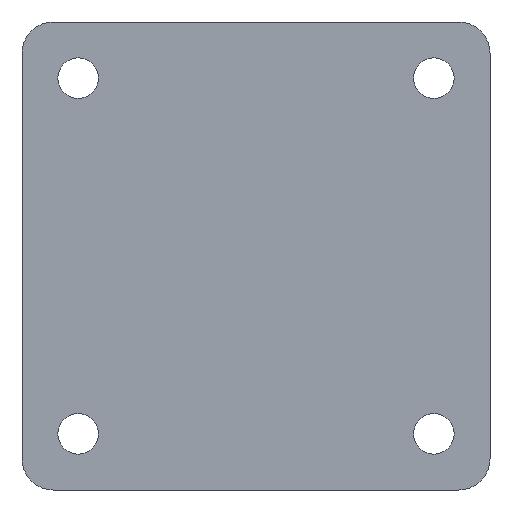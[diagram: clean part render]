
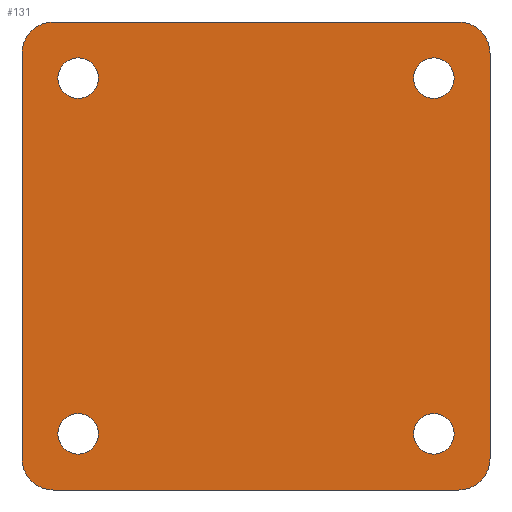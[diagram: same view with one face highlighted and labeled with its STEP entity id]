
A CAD part, front view. The second image highlights one B-rep face of the part: STEP entity #131.
In plain terms, the highlighted planar face has unit normal (0, -1, 0).
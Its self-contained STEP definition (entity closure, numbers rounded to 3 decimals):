
#131 = ADVANCED_FACE( '', ( #304, #305, #306, #307, #308 ), #309, .F. );
#304 = FACE_BOUND( '', #529, .T. );
#305 = FACE_BOUND( '', #530, .T. );
#306 = FACE_BOUND( '', #531, .T. );
#307 = FACE_BOUND( '', #532, .T. );
#308 = FACE_OUTER_BOUND( '', #533, .T. );
#309 = PLANE( '', #534 );
#529 = EDGE_LOOP( '', ( #854 ) );
#530 = EDGE_LOOP( '', ( #855 ) );
#531 = EDGE_LOOP( '', ( #856 ) );
#532 = EDGE_LOOP( '', ( #857 ) );
#533 = EDGE_LOOP( '', ( #858, #859, #860, #861, #862, #863, #864, #865 ) );
#534 = AXIS2_PLACEMENT_3D( '', #866, #867, #868 );
#854 = ORIENTED_EDGE( '', *, *, #1363, .T. );
#855 = ORIENTED_EDGE( '', *, *, #1349, .T. );
#856 = ORIENTED_EDGE( '', *, *, #1364, .T. );
#857 = ORIENTED_EDGE( '', *, *, #1365, .T. );
#858 = ORIENTED_EDGE( '', *, *, #1366, .F. );
#859 = ORIENTED_EDGE( '', *, *, #1367, .F. );
#860 = ORIENTED_EDGE( '', *, *, #1297, .F. );
#861 = ORIENTED_EDGE( '', *, *, #1319, .F. );
#862 = ORIENTED_EDGE( '', *, *, #1368, .F. );
#863 = ORIENTED_EDGE( '', *, *, #1369, .F. );
#864 = ORIENTED_EDGE( '', *, *, #1370, .F. );
#865 = ORIENTED_EDGE( '', *, *, #1371, .F. );
#866 = CARTESIAN_POINT( '', ( -32.5, 0., -32.5 ) );
#867 = DIRECTION( '', ( 0., 1., 0. ) );
#868 = DIRECTION( '', ( 0., 0., 1. ) );
#1297 = EDGE_CURVE( '', #1549, #1550, #1551, .T. );
#1319 = EDGE_CURVE( '', #1588, #1549, #1589, .T. );
#1349 = EDGE_CURVE( '', #1637, #1637, #1638, .T. );
#1363 = EDGE_CURVE( '', #1658, #1658, #1659, .T. );
#1364 = EDGE_CURVE( '', #1660, #1660, #1661, .T. );
#1365 = EDGE_CURVE( '', #1662, #1662, #1663, .T. );
#1366 = EDGE_CURVE( '', #1664, #1665, #1666, .T. );
#1367 = EDGE_CURVE( '', #1550, #1664, #1667, .T. );
#1368 = EDGE_CURVE( '', #1668, #1588, #1669, .T. );
#1369 = EDGE_CURVE( '', #1670, #1668, #1671, .T. );
#1370 = EDGE_CURVE( '', #1672, #1670, #1673, .T. );
#1371 = EDGE_CURVE( '', #1665, #1672, #1674, .T. );
#1549 = VERTEX_POINT( '', #1908 );
#1550 = VERTEX_POINT( '', #1909 );
#1551 = CIRCLE( '', #1910, 5. );
#1588 = VERTEX_POINT( '', #1962 );
#1589 = LINE( '', #1963, #1964 );
#1637 = VERTEX_POINT( '', #2032 );
#1638 = CIRCLE( '', #2033, 3.25 );
#1658 = VERTEX_POINT( '', #2062 );
#1659 = CIRCLE( '', #2063, 3.25 );
#1660 = VERTEX_POINT( '', #2064 );
#1661 = CIRCLE( '', #2065, 3.25 );
#1662 = VERTEX_POINT( '', #2066 );
#1663 = CIRCLE( '', #2067, 3.25 );
#1664 = VERTEX_POINT( '', #2068 );
#1665 = VERTEX_POINT( '', #2069 );
#1666 = CIRCLE( '', #2070, 5. );
#1667 = LINE( '', #2071, #2072 );
#1668 = VERTEX_POINT( '', #2073 );
#1669 = CIRCLE( '', #2074, 5. );
#1670 = VERTEX_POINT( '', #2075 );
#1671 = LINE( '', #2076, #2077 );
#1672 = VERTEX_POINT( '', #2078 );
#1673 = CIRCLE( '', #2079, 5. );
#1674 = LINE( '', #2080, #2081 );
#1908 = CARTESIAN_POINT( '', ( 37.5, 0., -32.5 ) );
#1909 = CARTESIAN_POINT( '', ( 32.5, 0., -37.5 ) );
#1910 = AXIS2_PLACEMENT_3D( '', #2333, #2334, #2335 );
#1962 = CARTESIAN_POINT( '', ( 37.5, 0., 32.5 ) );
#1963 = CARTESIAN_POINT( '', ( 37.5, 0., 32.5 ) );
#1964 = VECTOR( '', #2357, 1000. );
#2032 = CARTESIAN_POINT( '', ( 31.75, 0., -28.5 ) );
#2033 = AXIS2_PLACEMENT_3D( '', #2384, #2385, #2386 );
#2062 = CARTESIAN_POINT( '', ( 31.75, 0., 28.5 ) );
#2063 = AXIS2_PLACEMENT_3D( '', #2396, #2397, #2398 );
#2064 = CARTESIAN_POINT( '', ( -25.25, 0., 28.5 ) );
#2065 = AXIS2_PLACEMENT_3D( '', #2399, #2400, #2401 );
#2066 = CARTESIAN_POINT( '', ( -25.25, 0., -28.5 ) );
#2067 = AXIS2_PLACEMENT_3D( '', #2402, #2403, #2404 );
#2068 = CARTESIAN_POINT( '', ( -32.5, 0., -37.5 ) );
#2069 = CARTESIAN_POINT( '', ( -37.5, 0., -32.5 ) );
#2070 = AXIS2_PLACEMENT_3D( '', #2405, #2406, #2407 );
#2071 = CARTESIAN_POINT( '', ( 32.5, 0., -37.5 ) );
#2072 = VECTOR( '', #2408, 1000. );
#2073 = CARTESIAN_POINT( '', ( 32.5, 0., 37.5 ) );
#2074 = AXIS2_PLACEMENT_3D( '', #2409, #2410, #2411 );
#2075 = CARTESIAN_POINT( '', ( -32.5, 0., 37.5 ) );
#2076 = CARTESIAN_POINT( '', ( -32.5, 0., 37.5 ) );
#2077 = VECTOR( '', #2412, 1000. );
#2078 = CARTESIAN_POINT( '', ( -37.5, 0., 32.5 ) );
#2079 = AXIS2_PLACEMENT_3D( '', #2413, #2414, #2415 );
#2080 = CARTESIAN_POINT( '', ( -37.5, 0., -32.5 ) );
#2081 = VECTOR( '', #2416, 1000. );
#2333 = CARTESIAN_POINT( '', ( 32.5, 0., -32.5 ) );
#2334 = DIRECTION( '', ( 0., 1., 0. ) );
#2335 = DIRECTION( '', ( 1., 0., 0. ) );
#2357 = DIRECTION( '', ( 0., 0., -1. ) );
#2384 = CARTESIAN_POINT( '', ( 28.5, 0., -28.5 ) );
#2385 = DIRECTION( '', ( 0., 1., 0. ) );
#2386 = DIRECTION( '', ( 1., 0., 0. ) );
#2396 = CARTESIAN_POINT( '', ( 28.5, 0., 28.5 ) );
#2397 = DIRECTION( '', ( 0., 1., 0. ) );
#2398 = DIRECTION( '', ( 1., 0., 0. ) );
#2399 = CARTESIAN_POINT( '', ( -28.5, 0., 28.5 ) );
#2400 = DIRECTION( '', ( 0., 1., 0. ) );
#2401 = DIRECTION( '', ( 1., 0., 0. ) );
#2402 = CARTESIAN_POINT( '', ( -28.5, 0., -28.5 ) );
#2403 = DIRECTION( '', ( 0., 1., 0. ) );
#2404 = DIRECTION( '', ( 1., 0., 0. ) );
#2405 = CARTESIAN_POINT( '', ( -32.5, 0., -32.5 ) );
#2406 = DIRECTION( '', ( 0., 1., 0. ) );
#2407 = DIRECTION( '', ( 1., 0., 0. ) );
#2408 = DIRECTION( '', ( -1., 0., 0. ) );
#2409 = CARTESIAN_POINT( '', ( 32.5, 0., 32.5 ) );
#2410 = DIRECTION( '', ( 0., 1., 0. ) );
#2411 = DIRECTION( '', ( 1., 0., 0. ) );
#2412 = DIRECTION( '', ( 1., 0., 0. ) );
#2413 = CARTESIAN_POINT( '', ( -32.5, 0., 32.5 ) );
#2414 = DIRECTION( '', ( 0., 1., 0. ) );
#2415 = DIRECTION( '', ( 1., 0., 0. ) );
#2416 = DIRECTION( '', ( 0., 0., 1. ) );
